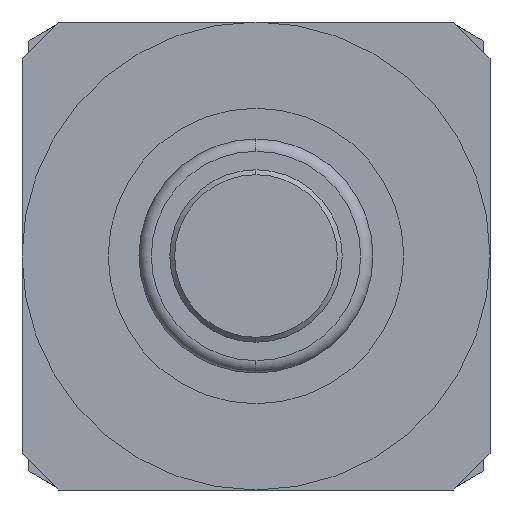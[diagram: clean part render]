
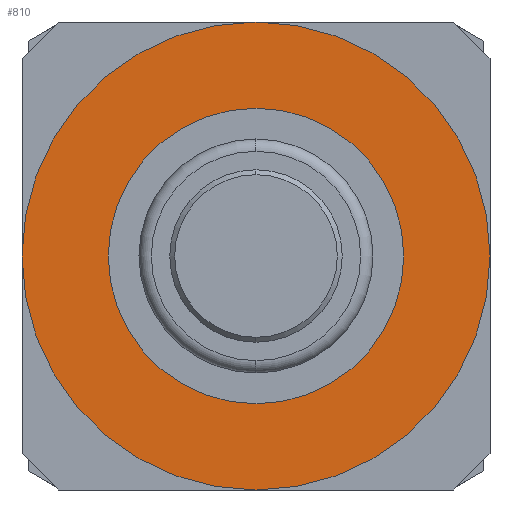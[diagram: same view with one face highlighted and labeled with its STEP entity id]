
A CAD part, front view. The second image highlights one B-rep face of the part: STEP entity #810.
In plain terms, the highlighted planar face has unit normal (0, -1, 0).
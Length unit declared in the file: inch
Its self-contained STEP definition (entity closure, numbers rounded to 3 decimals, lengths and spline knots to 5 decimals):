
#381 = VERTEX_POINT ( 'NONE', #1483 ) ;
#383 = EDGE_CURVE ( 'NONE', #384, #381, #1482, .T. ) ;
#384 = VERTEX_POINT ( 'NONE', #1540 ) ;
#794 = VERTEX_POINT ( 'NONE', #2150 ) ;
#799 = EDGE_CURVE ( 'NONE', #794, #800, #2143, .T. ) ;
#800 = VERTEX_POINT ( 'NONE', #2138 ) ;
#810 = ADVANCED_FACE ( 'NONE', ( #2182, #2181 ), #2180, .F. ) ;
#811 = EDGE_LOOP ( 'NONE', ( #3380, #3372 ) ) ;
#1480 = CARTESIAN_POINT ( 'NONE',  ( 0., 12.75, 0. ) ) ;
#1481 = AXIS2_PLACEMENT_3D ( 'NONE', #1480, #1542, #1541 ) ;
#1482 = CIRCLE ( 'NONE', #1481, 2.375 ) ;
#1483 = CARTESIAN_POINT ( 'NONE',  ( 0., 12.75, 2.375 ) ) ;
#1540 = CARTESIAN_POINT ( 'NONE',  ( 0., 12.75, -2.375 ) ) ;
#1541 = DIRECTION ( 'NONE',  ( 0., 0., -1. ) ) ;
#1542 = DIRECTION ( 'NONE',  ( 0., -1., 0. ) ) ;
#2138 = CARTESIAN_POINT ( 'NONE',  ( 0., 12.75, -1.5 ) ) ;
#2139 = DIRECTION ( 'NONE',  ( 0., 0., 1. ) ) ;
#2140 = DIRECTION ( 'NONE',  ( 0., 1., 0. ) ) ;
#2141 = CARTESIAN_POINT ( 'NONE',  ( 0., 12.75, 0. ) ) ;
#2142 = AXIS2_PLACEMENT_3D ( 'NONE', #2141, #2140, #2139 ) ;
#2143 = CIRCLE ( 'NONE', #2142, 1.5 ) ;
#2150 = CARTESIAN_POINT ( 'NONE',  ( 0., 12.75, 1.5 ) ) ;
#2176 = DIRECTION ( 'NONE',  ( 0., 0., 1. ) ) ;
#2177 = DIRECTION ( 'NONE',  ( 0., 1., 0. ) ) ;
#2178 = CARTESIAN_POINT ( 'NONE',  ( -2.375, 12.75, -2.375 ) ) ;
#2179 = AXIS2_PLACEMENT_3D ( 'NONE', #2178, #2177, #2176 ) ;
#2180 = PLANE ( 'NONE',  #2179 ) ;
#2181 = FACE_OUTER_BOUND ( 'NONE', #3379, .T. ) ;
#2182 = FACE_BOUND ( 'NONE', #811, .T. ) ;
#2847 = DIRECTION ( 'NONE',  ( 0., 0., 1. ) ) ;
#2848 = DIRECTION ( 'NONE',  ( 0., 1., 0. ) ) ;
#2849 = CARTESIAN_POINT ( 'NONE',  ( 0., 12.75, 0. ) ) ;
#2850 = AXIS2_PLACEMENT_3D ( 'NONE', #2849, #2848, #2847 ) ;
#2851 = CIRCLE ( 'NONE', #2850, 1.5 ) ;
#2884 = DIRECTION ( 'NONE',  ( 0., 0., -1. ) ) ;
#2885 = DIRECTION ( 'NONE',  ( 0., -1., 0. ) ) ;
#2886 = AXIS2_PLACEMENT_3D ( 'NONE', #2892, #2885, #2884 ) ;
#2887 = CIRCLE ( 'NONE', #2886, 2.375 ) ;
#2892 = CARTESIAN_POINT ( 'NONE',  ( 0., 12.75, 0. ) ) ;
#3372 = ORIENTED_EDGE ( 'NONE', *, *, #799, .T. ) ;
#3379 = EDGE_LOOP ( 'NONE', ( #3386, #3385 ) ) ;
#3380 = ORIENTED_EDGE ( 'NONE', *, *, #3382, .T. ) ;
#3382 = EDGE_CURVE ( 'NONE', #800, #794, #2851, .T. ) ;
#3385 = ORIENTED_EDGE ( 'NONE', *, *, #3392, .T. ) ;
#3386 = ORIENTED_EDGE ( 'NONE', *, *, #383, .T. ) ;
#3392 = EDGE_CURVE ( 'NONE', #381, #384, #2887, .T. ) ;
